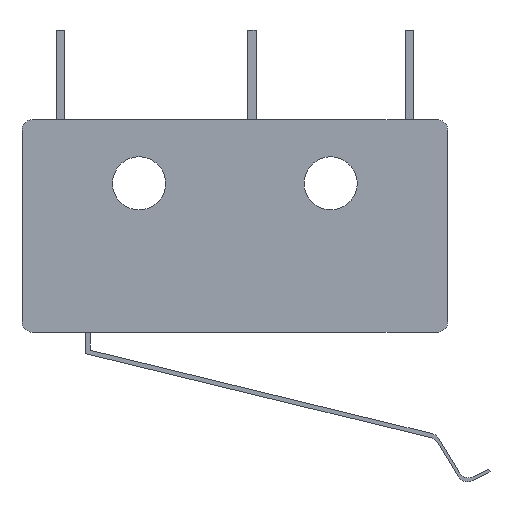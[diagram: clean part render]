
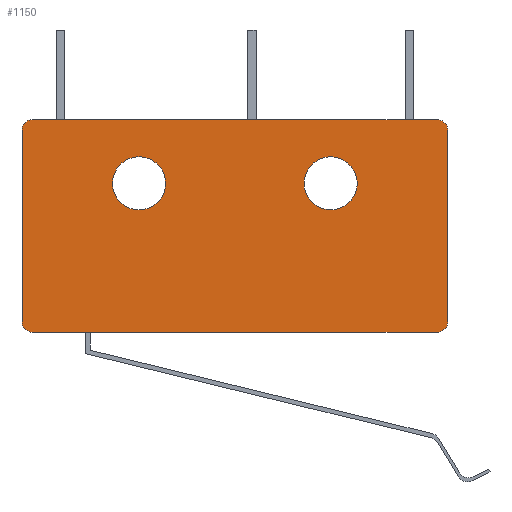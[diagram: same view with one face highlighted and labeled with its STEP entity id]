
A CAD part, front view. The second image highlights one B-rep face of the part: STEP entity #1150.
In plain terms, the highlighted planar face has unit normal (0, -1, 0).
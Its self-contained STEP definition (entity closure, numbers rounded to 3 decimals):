
#15 = DIRECTION ( 'NONE',  ( 0., 0., 1. ) ) ;
#29 = EDGE_CURVE ( 'NONE', #869, #1361, #1116, .T. ) ;
#32 = CARTESIAN_POINT ( 'NONE',  ( -10., -3., 4.5 ) ) ;
#39 = CARTESIAN_POINT ( 'NONE',  ( -4.5, -3., 0.75 ) ) ;
#40 = DIRECTION ( 'NONE',  ( 0., 0., 1. ) ) ;
#46 = DIRECTION ( 'NONE',  ( 0., 1., 0. ) ) ;
#62 = DIRECTION ( 'NONE',  ( 0., 1., 0. ) ) ;
#63 = CARTESIAN_POINT ( 'NONE',  ( -9.5, -3., 5. ) ) ;
#88 = EDGE_CURVE ( 'NONE', #800, #1361, #98, .T. ) ;
#93 = VERTEX_POINT ( 'NONE', #542 ) ;
#98 = LINE ( 'NONE', #1404, #908 ) ;
#137 = VERTEX_POINT ( 'NONE', #975 ) ;
#146 = EDGE_CURVE ( 'NONE', #733, #1042, #1410, .T. ) ;
#161 = CARTESIAN_POINT ( 'NONE',  ( 0., -3., 0. ) ) ;
#164 = DIRECTION ( 'NONE',  ( 0., -1., 0. ) ) ;
#265 = DIRECTION ( 'NONE',  ( 0., 1., 0. ) ) ;
#287 = AXIS2_PLACEMENT_3D ( 'NONE', #161, #62, #929 ) ;
#299 = ORIENTED_EDGE ( 'NONE', *, *, #146, .F. ) ;
#314 = DIRECTION ( 'NONE',  ( 1., 0., 0. ) ) ;
#320 = AXIS2_PLACEMENT_3D ( 'NONE', #813, #905, #15 ) ;
#323 = EDGE_CURVE ( 'NONE', #869, #669, #962, .T. ) ;
#351 = DIRECTION ( 'NONE',  ( 0., 0., 1. ) ) ;
#359 = CIRCLE ( 'NONE', #653, 1.25 ) ;
#374 = AXIS2_PLACEMENT_3D ( 'NONE', #534, #982, #776 ) ;
#384 = ORIENTED_EDGE ( 'NONE', *, *, #1099, .T. ) ;
#385 = EDGE_CURVE ( 'NONE', #137, #1268, #523, .T. ) ;
#387 = PLANE ( 'NONE',  #287 ) ;
#393 = ORIENTED_EDGE ( 'NONE', *, *, #385, .F. ) ;
#409 = EDGE_CURVE ( 'NONE', #1044, #1128, #527, .T. ) ;
#411 = DIRECTION ( 'NONE',  ( 0., 0., 1. ) ) ;
#418 = VECTOR ( 'NONE', #314, 1000. ) ;
#419 = ORIENTED_EDGE ( 'NONE', *, *, #1413, .T. ) ;
#421 = DIRECTION ( 'NONE',  ( 0., 0., 1. ) ) ;
#426 = CIRCLE ( 'NONE', #1238, 0.5 ) ;
#465 = EDGE_CURVE ( 'NONE', #733, #669, #886, .T. ) ;
#498 = EDGE_LOOP ( 'NONE', ( #299, #837, #543, #828, #679, #419, #393, #1242 ) ) ;
#510 = DIRECTION ( 'NONE',  ( 0., -1., 0. ) ) ;
#512 = CIRCLE ( 'NONE', #865, 1.25 ) ;
#523 = LINE ( 'NONE', #649, #993 ) ;
#525 = CARTESIAN_POINT ( 'NONE',  ( 9.5, -3., 4.5 ) ) ;
#527 = CIRCLE ( 'NONE', #1345, 1.25 ) ;
#534 = CARTESIAN_POINT ( 'NONE',  ( -4.5, -3., 2. ) ) ;
#542 = CARTESIAN_POINT ( 'NONE',  ( -4.5, -3., 3.25 ) ) ;
#543 = ORIENTED_EDGE ( 'NONE', *, *, #323, .F. ) ;
#562 = ORIENTED_EDGE ( 'NONE', *, *, #594, .T. ) ;
#572 = DIRECTION ( 'NONE',  ( 0., -1., 0. ) ) ;
#593 = FACE_OUTER_BOUND ( 'NONE', #498, .T. ) ;
#594 = EDGE_CURVE ( 'NONE', #1083, #93, #512, .T. ) ;
#623 = EDGE_CURVE ( 'NONE', #137, #1042, #426, .T. ) ;
#626 = DIRECTION ( 'NONE',  ( 0., 0., -1. ) ) ;
#643 = CARTESIAN_POINT ( 'NONE',  ( -10., -3., 5. ) ) ;
#649 = CARTESIAN_POINT ( 'NONE',  ( -10., -3., -5. ) ) ;
#653 = AXIS2_PLACEMENT_3D ( 'NONE', #1346, #46, #351 ) ;
#669 = VERTEX_POINT ( 'NONE', #798 ) ;
#679 = ORIENTED_EDGE ( 'NONE', *, *, #88, .F. ) ;
#728 = CARTESIAN_POINT ( 'NONE',  ( -9.5, -3., 4.5 ) ) ;
#730 = ORIENTED_EDGE ( 'NONE', *, *, #944, .T. ) ;
#733 = VERTEX_POINT ( 'NONE', #834 ) ;
#757 = CIRCLE ( 'NONE', #374, 1.25 ) ;
#776 = DIRECTION ( 'NONE',  ( 0., 0., 1. ) ) ;
#798 = CARTESIAN_POINT ( 'NONE',  ( 9.5, -3., 5. ) ) ;
#800 = VERTEX_POINT ( 'NONE', #1073 ) ;
#813 = CARTESIAN_POINT ( 'NONE',  ( -9.5, -3., -4.5 ) ) ;
#828 = ORIENTED_EDGE ( 'NONE', *, *, #29, .T. ) ;
#834 = CARTESIAN_POINT ( 'NONE',  ( 10., -3., 4.5 ) ) ;
#837 = ORIENTED_EDGE ( 'NONE', *, *, #465, .T. ) ;
#845 = EDGE_LOOP ( 'NONE', ( #1165, #384 ) ) ;
#846 = CARTESIAN_POINT ( 'NONE',  ( 4.5, -3., 2. ) ) ;
#865 = AXIS2_PLACEMENT_3D ( 'NONE', #1251, #265, #938 ) ;
#869 = VERTEX_POINT ( 'NONE', #63 ) ;
#872 = DIRECTION ( 'NONE',  ( 0., 0., 1. ) ) ;
#875 = CARTESIAN_POINT ( 'NONE',  ( -9.5, -3., -5. ) ) ;
#886 = CIRCLE ( 'NONE', #980, 0.5 ) ;
#905 = DIRECTION ( 'NONE',  ( 0., -1., 0. ) ) ;
#908 = VECTOR ( 'NONE', #411, 1000. ) ;
#914 = CARTESIAN_POINT ( 'NONE',  ( 9.5, -3., -4.5 ) ) ;
#929 = DIRECTION ( 'NONE',  ( 0., 0., 1. ) ) ;
#934 = CIRCLE ( 'NONE', #320, 0.5 ) ;
#938 = DIRECTION ( 'NONE',  ( 0., 0., 1. ) ) ;
#944 = EDGE_CURVE ( 'NONE', #93, #1083, #757, .T. ) ;
#962 = LINE ( 'NONE', #643, #418 ) ;
#970 = DIRECTION ( 'NONE',  ( -1., 0., 0. ) ) ;
#975 = CARTESIAN_POINT ( 'NONE',  ( 9.5, -3., -5. ) ) ;
#980 = AXIS2_PLACEMENT_3D ( 'NONE', #525, #510, #872 ) ;
#982 = DIRECTION ( 'NONE',  ( 0., 1., 0. ) ) ;
#993 = VECTOR ( 'NONE', #970, 1000. ) ;
#1029 = CARTESIAN_POINT ( 'NONE',  ( 10., -3., -4.5 ) ) ;
#1035 = AXIS2_PLACEMENT_3D ( 'NONE', #728, #572, #1163 ) ;
#1042 = VERTEX_POINT ( 'NONE', #1029 ) ;
#1044 = VERTEX_POINT ( 'NONE', #1256 ) ;
#1073 = CARTESIAN_POINT ( 'NONE',  ( -10., -3., -4.5 ) ) ;
#1083 = VERTEX_POINT ( 'NONE', #39 ) ;
#1099 = EDGE_CURVE ( 'NONE', #1128, #1044, #359, .T. ) ;
#1116 = CIRCLE ( 'NONE', #1035, 0.5 ) ;
#1128 = VERTEX_POINT ( 'NONE', #1276 ) ;
#1143 = FACE_BOUND ( 'NONE', #845, .T. ) ;
#1150 = ADVANCED_FACE ( 'NONE', ( #1381, #1143, #593 ), #387, .F. ) ;
#1163 = DIRECTION ( 'NONE',  ( 0., 0., 1. ) ) ;
#1165 = ORIENTED_EDGE ( 'NONE', *, *, #409, .T. ) ;
#1182 = CARTESIAN_POINT ( 'NONE',  ( 10., -3., -5. ) ) ;
#1238 = AXIS2_PLACEMENT_3D ( 'NONE', #914, #164, #40 ) ;
#1242 = ORIENTED_EDGE ( 'NONE', *, *, #623, .T. ) ;
#1251 = CARTESIAN_POINT ( 'NONE',  ( -4.5, -3., 2. ) ) ;
#1256 = CARTESIAN_POINT ( 'NONE',  ( 4.5, -3., 3.25 ) ) ;
#1268 = VERTEX_POINT ( 'NONE', #875 ) ;
#1274 = VECTOR ( 'NONE', #626, 1000. ) ;
#1276 = CARTESIAN_POINT ( 'NONE',  ( 4.5, -3., 0.75 ) ) ;
#1280 = EDGE_LOOP ( 'NONE', ( #730, #562 ) ) ;
#1293 = DIRECTION ( 'NONE',  ( 0., 1., 0. ) ) ;
#1345 = AXIS2_PLACEMENT_3D ( 'NONE', #846, #1293, #421 ) ;
#1346 = CARTESIAN_POINT ( 'NONE',  ( 4.5, -3., 2. ) ) ;
#1361 = VERTEX_POINT ( 'NONE', #32 ) ;
#1381 = FACE_BOUND ( 'NONE', #1280, .T. ) ;
#1404 = CARTESIAN_POINT ( 'NONE',  ( -10., -3., -5. ) ) ;
#1410 = LINE ( 'NONE', #1182, #1274 ) ;
#1413 = EDGE_CURVE ( 'NONE', #800, #1268, #934, .T. ) ;
